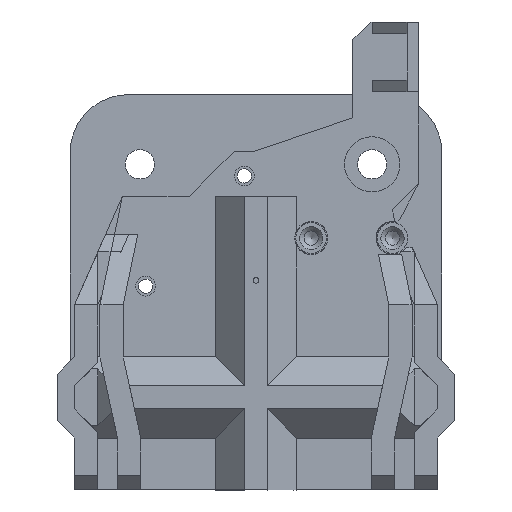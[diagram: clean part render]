
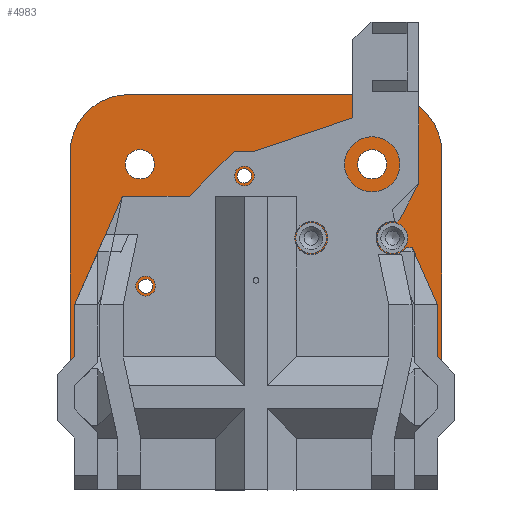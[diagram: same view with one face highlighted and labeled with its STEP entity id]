
A CAD part, front view. The second image highlights one B-rep face of the part: STEP entity #4983.
In plain terms, the highlighted planar face has unit normal (0, -1, 0).
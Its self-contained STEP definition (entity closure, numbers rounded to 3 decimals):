
#52=FACE_BOUND('',#601,.T.);
#53=FACE_BOUND('',#602,.T.);
#54=FACE_BOUND('',#603,.T.);
#55=FACE_BOUND('',#604,.T.);
#56=FACE_BOUND('',#605,.T.);
#57=FACE_BOUND('',#606,.T.);
#58=FACE_BOUND('',#607,.T.);
#120=PLANE('',#5298);
#338=FACE_OUTER_BOUND('',#600,.T.);
#600=EDGE_LOOP('',(#3533,#3534,#3535,#3536,#3537,#3538,#3539,#3540,#3541,
#3542));
#601=EDGE_LOOP('',(#3543));
#602=EDGE_LOOP('',(#3544));
#603=EDGE_LOOP('',(#3545));
#604=EDGE_LOOP('',(#3546));
#605=EDGE_LOOP('',(#3547));
#606=EDGE_LOOP('',(#3548));
#607=EDGE_LOOP('',(#3549));
#927=LINE('',#7068,#1559);
#938=LINE('',#7092,#1570);
#939=LINE('',#7095,#1571);
#940=LINE('',#7099,#1572);
#941=LINE('',#7101,#1573);
#942=LINE('',#7103,#1574);
#943=LINE('',#7107,#1575);
#1559=VECTOR('',#5702,10.);
#1570=VECTOR('',#5723,10.);
#1571=VECTOR('',#5726,10.);
#1572=VECTOR('',#5729,10.);
#1573=VECTOR('',#5730,10.);
#1574=VECTOR('',#5731,10.);
#1575=VECTOR('',#5734,10.);
#2188=CIRCLE('',#5299,12.);
#2189=CIRCLE('',#5300,10.);
#2190=CIRCLE('',#5301,10.);
#2191=CIRCLE('',#5302,2.635);
#2192=CIRCLE('',#5303,2.635);
#2193=CIRCLE('',#5304,1.23);
#2194=CIRCLE('',#5305,1.23);
#2195=CIRCLE('',#5306,3.6);
#2196=CIRCLE('',#5307,2.53);
#2197=CIRCLE('',#5308,2.53);
#2290=VERTEX_POINT('',#7065);
#2291=VERTEX_POINT('',#7067);
#2299=VERTEX_POINT('',#7090);
#2300=VERTEX_POINT('',#7094);
#2301=VERTEX_POINT('',#7096);
#2302=VERTEX_POINT('',#7098);
#2303=VERTEX_POINT('',#7100);
#2304=VERTEX_POINT('',#7102);
#2305=VERTEX_POINT('',#7104);
#2306=VERTEX_POINT('',#7106);
#2307=VERTEX_POINT('',#7109);
#2308=VERTEX_POINT('',#7111);
#2309=VERTEX_POINT('',#7113);
#2310=VERTEX_POINT('',#7115);
#2311=VERTEX_POINT('',#7117);
#2312=VERTEX_POINT('',#7119);
#2313=VERTEX_POINT('',#7121);
#2772=EDGE_CURVE('',#2291,#2290,#927,.T.);
#2785=EDGE_CURVE('',#2299,#2290,#938,.T.);
#2786=EDGE_CURVE('',#2299,#2300,#939,.T.);
#2787=EDGE_CURVE('',#2300,#2301,#2188,.T.);
#2788=EDGE_CURVE('',#2301,#2302,#940,.T.);
#2789=EDGE_CURVE('',#2303,#2302,#941,.T.);
#2790=EDGE_CURVE('',#2303,#2304,#942,.T.);
#2791=EDGE_CURVE('',#2305,#2304,#2189,.T.);
#2792=EDGE_CURVE('',#2305,#2306,#943,.T.);
#2793=EDGE_CURVE('',#2291,#2306,#2190,.T.);
#2794=EDGE_CURVE('',#2307,#2307,#2191,.T.);
#2795=EDGE_CURVE('',#2308,#2308,#2192,.T.);
#2796=EDGE_CURVE('',#2309,#2309,#2193,.T.);
#2797=EDGE_CURVE('',#2310,#2310,#2194,.T.);
#2798=EDGE_CURVE('',#2311,#2311,#2195,.T.);
#2799=EDGE_CURVE('',#2312,#2312,#2196,.T.);
#2800=EDGE_CURVE('',#2313,#2313,#2197,.T.);
#3533=ORIENTED_EDGE('',*,*,#2785,.F.);
#3534=ORIENTED_EDGE('',*,*,#2786,.T.);
#3535=ORIENTED_EDGE('',*,*,#2787,.T.);
#3536=ORIENTED_EDGE('',*,*,#2788,.T.);
#3537=ORIENTED_EDGE('',*,*,#2789,.F.);
#3538=ORIENTED_EDGE('',*,*,#2790,.T.);
#3539=ORIENTED_EDGE('',*,*,#2791,.F.);
#3540=ORIENTED_EDGE('',*,*,#2792,.T.);
#3541=ORIENTED_EDGE('',*,*,#2793,.F.);
#3542=ORIENTED_EDGE('',*,*,#2772,.T.);
#3543=ORIENTED_EDGE('',*,*,#2794,.T.);
#3544=ORIENTED_EDGE('',*,*,#2795,.T.);
#3545=ORIENTED_EDGE('',*,*,#2796,.T.);
#3546=ORIENTED_EDGE('',*,*,#2797,.T.);
#3547=ORIENTED_EDGE('',*,*,#2798,.T.);
#3548=ORIENTED_EDGE('',*,*,#2799,.T.);
#3549=ORIENTED_EDGE('',*,*,#2800,.T.);
#4983=ADVANCED_FACE('',(#338,#52,#53,#54,#55,#56,#57,#58),#120,.T.);
#5298=AXIS2_PLACEMENT_3D('',#7093,#5724,#5725);
#5299=AXIS2_PLACEMENT_3D('',#7097,#5727,#5728);
#5300=AXIS2_PLACEMENT_3D('',#7105,#5732,#5733);
#5301=AXIS2_PLACEMENT_3D('',#7108,#5735,#5736);
#5302=AXIS2_PLACEMENT_3D('',#7110,#5737,#5738);
#5303=AXIS2_PLACEMENT_3D('',#7112,#5739,#5740);
#5304=AXIS2_PLACEMENT_3D('',#7114,#5741,#5742);
#5305=AXIS2_PLACEMENT_3D('',#7116,#5743,#5744);
#5306=AXIS2_PLACEMENT_3D('',#7118,#5745,#5746);
#5307=AXIS2_PLACEMENT_3D('',#7120,#5747,#5748);
#5308=AXIS2_PLACEMENT_3D('',#7122,#5749,#5750);
#5702=DIRECTION('',(0.,0.,-1.));
#5723=DIRECTION('',(-1.,0.,0.));
#5724=DIRECTION('center_axis',(0.,-1.,0.));
#5725=DIRECTION('ref_axis',(1.,0.,0.));
#5726=DIRECTION('',(0.,0.,-1.));
#5727=DIRECTION('center_axis',(0.,-1.,0.));
#5728=DIRECTION('ref_axis',(-1.,0.,0.));
#5729=DIRECTION('',(0.,0.,1.));
#5730=DIRECTION('',(-1.,0.,0.));
#5731=DIRECTION('',(0.,0.,1.));
#5732=DIRECTION('center_axis',(0.,1.,0.));
#5733=DIRECTION('ref_axis',(0.707,0.,0.707));
#5734=DIRECTION('',(-1.,0.,0.));
#5735=DIRECTION('center_axis',(0.,1.,0.));
#5736=DIRECTION('ref_axis',(-0.707,0.,0.707));
#5737=DIRECTION('center_axis',(0.,1.,0.));
#5738=DIRECTION('ref_axis',(1.,0.,0.));
#5739=DIRECTION('center_axis',(0.,1.,0.));
#5740=DIRECTION('ref_axis',(1.,0.,0.));
#5741=DIRECTION('center_axis',(0.,1.,0.));
#5742=DIRECTION('ref_axis',(1.,0.,0.));
#5743=DIRECTION('center_axis',(0.,1.,0.));
#5744=DIRECTION('ref_axis',(1.,0.,0.));
#5745=DIRECTION('center_axis',(0.,1.,0.));
#5746=DIRECTION('ref_axis',(-1.,0.,0.));
#5747=DIRECTION('center_axis',(0.,1.,0.));
#5748=DIRECTION('ref_axis',(-1.,0.,0.));
#5749=DIRECTION('center_axis',(0.,1.,0.));
#5750=DIRECTION('ref_axis',(-1.,0.,0.));
#7065=CARTESIAN_POINT('',(348.,-17.778,-530.015));
#7067=CARTESIAN_POINT('',(348.,-17.778,-494.455));
#7068=CARTESIAN_POINT('',(348.,-17.778,-484.455));
#7090=CARTESIAN_POINT('',(368.,-17.778,-530.015));
#7092=CARTESIAN_POINT('',(364.,-17.778,-530.015));
#7093=CARTESIAN_POINT('Origin',(380.,-17.778,-516.455));
#7094=CARTESIAN_POINT('',(368.,-17.778,-536.455));
#7095=CARTESIAN_POINT('',(368.,-17.778,-532.515));
#7096=CARTESIAN_POINT('',(392.,-17.778,-536.455));
#7097=CARTESIAN_POINT('Origin',(380.,-17.778,-536.455));
#7098=CARTESIAN_POINT('',(392.,-17.778,-530.015));
#7099=CARTESIAN_POINT('',(392.,-17.778,-536.455));
#7100=CARTESIAN_POINT('',(412.,-17.778,-530.015));
#7101=CARTESIAN_POINT('',(386.,-17.778,-530.015));
#7102=CARTESIAN_POINT('',(412.,-17.778,-494.455));
#7103=CARTESIAN_POINT('',(412.,-17.778,-532.515));
#7104=CARTESIAN_POINT('',(402.,-17.778,-484.455));
#7105=CARTESIAN_POINT('Origin',(402.,-17.778,-494.455));
#7106=CARTESIAN_POINT('',(358.,-17.778,-484.455));
#7107=CARTESIAN_POINT('',(412.,-17.778,-484.455));
#7108=CARTESIAN_POINT('Origin',(358.,-17.778,-494.455));
#7109=CARTESIAN_POINT('',(400.865,-17.778,-509.155));
#7110=CARTESIAN_POINT('Origin',(403.5,-17.778,-509.155));
#7111=CARTESIAN_POINT('',(386.865,-17.778,-509.155));
#7112=CARTESIAN_POINT('Origin',(389.5,-17.778,-509.155));
#7113=CARTESIAN_POINT('',(376.771,-17.778,-498.455));
#7114=CARTESIAN_POINT('Origin',(378.,-17.778,-498.455));
#7115=CARTESIAN_POINT('',(359.771,-17.778,-517.455));
#7116=CARTESIAN_POINT('Origin',(361.,-17.778,-517.455));
#7117=CARTESIAN_POINT('',(383.6,-17.778,-536.455));
#7118=CARTESIAN_POINT('Origin',(380.,-17.778,-536.455));
#7119=CARTESIAN_POINT('',(402.53,-17.778,-496.455));
#7120=CARTESIAN_POINT('Origin',(400.,-17.778,-496.455));
#7121=CARTESIAN_POINT('',(362.53,-17.778,-496.455));
#7122=CARTESIAN_POINT('Origin',(360.,-17.778,-496.455));
